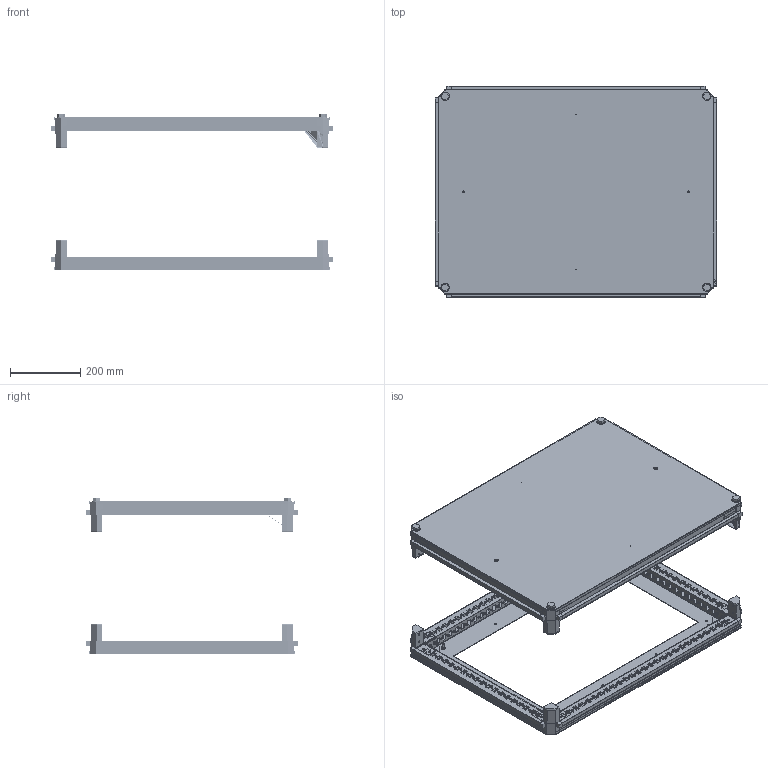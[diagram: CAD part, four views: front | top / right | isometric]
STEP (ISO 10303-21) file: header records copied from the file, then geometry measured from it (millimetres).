
FILE_DESCRIPTION (( 'STEP AP203' ), '1' );
FILE_NAME ('FO-00-KOF-060-080 FORMAT Êðûøà è îñíîâàíèå (ïîä ôëàíåö) 600õ800 IEK.STEP', '2024-07-29T16:29:08', ( '' ), ( '' ), 'SwSTEP 2.0', 'SolidWorks 2022', '' );
FILE_SCHEMA (( 'CONFIG_CONTROL_DESIGN' ));
Products named in the file (1): FO-00-KOF-060-080 FORMAT Крыша и основание (под фланец) 600х800 IEK
Bounding box: 800.11 x 600.11 x 444.4 mm (x, y, z)
Volume: 3503363.4 mm3; surface area: 3159955.2 mm2
Topology: 60 solids, 61 shells, 6038 faces, 16435 edges, 10741 vertices
Faces by surface type: plane 3489, cylinder 1939, bspline 338, cone 272
Entity records: 204287 total; most frequent: CARTESIAN_POINT 51767, ORIENTED_EDGE 32858, DIRECTION 29339, EDGE_CURVE 16429, VERTEX_POINT 10738, LINE 10633, VECTOR 10633, AXIS2_PLACEMENT_3D 9353
